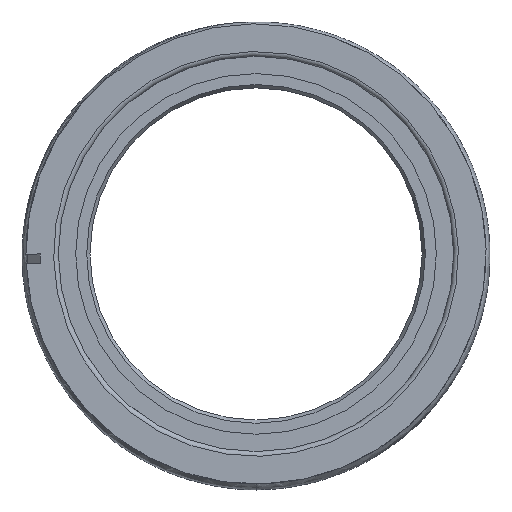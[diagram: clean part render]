
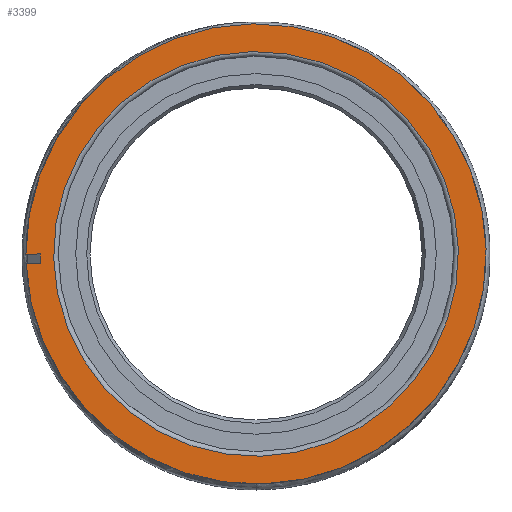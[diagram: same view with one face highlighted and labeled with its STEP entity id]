
A CAD part, left-side view. The second image highlights one B-rep face of the part: STEP entity #3399.
In plain terms, the highlighted planar face has unit normal (-1, 0, 0).
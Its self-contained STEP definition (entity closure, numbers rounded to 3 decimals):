
#2574 = PLANE('',#2575);
#2575 = AXIS2_PLACEMENT_3D('',#2576,#2577,#2578);
#2576 = CARTESIAN_POINT('',(-27.,42.469,
    -138.42));
#2577 = DIRECTION('',(0.699,-0.715,0.016)
  );
#2578 = DIRECTION('',(-0.715,-0.699,0.015
    ));
#2635 = VERTEX_POINT('',#2636);
#2636 = CARTESIAN_POINT('',(-27.,45.467,
    -2.));
#2650 = PLANE('',#2651);
#2651 = AXIS2_PLACEMENT_3D('',#2652,#2653,#2654);
#2652 = CARTESIAN_POINT('',(-163.661,45.467,
    -2.));
#2653 = DIRECTION('',(0.,-0.022,
    -1.));
#2654 = DIRECTION('',(0.,1.,
    -0.022));
#2662 = EDGE_CURVE('',#2663,#2635,#2665,.T.);
#2663 = VERTEX_POINT('',#2664);
#2664 = CARTESIAN_POINT('',(-27.,45.511,
    0.));
#2665 = SURFACE_CURVE('',#2666,(#2670,#2677),.PCURVE_S1.);
#2666 = LINE('',#2667,#2668);
#2667 = CARTESIAN_POINT('',(-27.,45.489,
    -1.));
#2668 = VECTOR('',#2669,1.);
#2669 = DIRECTION('',(0.,-0.022,
    -1.));
#2670 = PCURVE('',#2574,#2671);
#2671 = DEFINITIONAL_REPRESENTATION('',(#2672),#2676);
#2672 = LINE('',#2673,#2674);
#2673 = CARTESIAN_POINT('',(0.,-137.453));
#2674 = VECTOR('',#2675,1.);
#2675 = DIRECTION('',(0.,1.));
#2676 = ( GEOMETRIC_REPRESENTATION_CONTEXT(2) 
PARAMETRIC_REPRESENTATION_CONTEXT() REPRESENTATION_CONTEXT('2D SPACE',''
  ) );
#2677 = PCURVE('',#2678,#2683);
#2678 = PLANE('',#2679);
#2679 = AXIS2_PLACEMENT_3D('',#2680,#2681,#2682);
#2680 = CARTESIAN_POINT('',(-27.,48.488,
    -1.066));
#2681 = DIRECTION('',(1.,0.,0.));
#2682 = DIRECTION('',(0.,-1.,
    0.022));
#2683 = DEFINITIONAL_REPRESENTATION('',(#2684),#2688);
#2684 = LINE('',#2685,#2686);
#2685 = CARTESIAN_POINT('',(3.,0.));
#2686 = VECTOR('',#2687,1.);
#2687 = DIRECTION('',(0.,1.));
#2688 = ( GEOMETRIC_REPRESENTATION_CONTEXT(2) 
PARAMETRIC_REPRESENTATION_CONTEXT() REPRESENTATION_CONTEXT('2D SPACE',''
  ) );
#2706 = PLANE('',#2707);
#2707 = AXIS2_PLACEMENT_3D('',#2708,#2709,#2710);
#2708 = CARTESIAN_POINT('',(-163.661,48.5,
    -0.066));
#2709 = DIRECTION('',(0.,0.022,
    1.));
#2710 = DIRECTION('',(0.,-1.,
    0.022));
#2846 = CYLINDRICAL_SURFACE('',#2847,48.5);
#2847 = AXIS2_PLACEMENT_3D('',#2848,#2849,#2850);
#2848 = CARTESIAN_POINT('',(-127.,0.,
    0.));
#2849 = DIRECTION('',(-1.,0.,0.));
#2850 = DIRECTION('',(0.,1.,
    -0.022));
#3308 = TOROIDAL_SURFACE('',#3309,42.65,1.);
#3309 = AXIS2_PLACEMENT_3D('',#3310,#3311,#3312);
#3310 = CARTESIAN_POINT('',(-26.,0.,
    0.));
#3311 = DIRECTION('',(-1.,0.,0.));
#3312 = DIRECTION('',(0.,1.,
    -0.022));
#3345 = EDGE_CURVE('',#3346,#3346,#3348,.T.);
#3346 = VERTEX_POINT('',#3347);
#3347 = CARTESIAN_POINT('',(-27.,42.64,
    -0.937));
#3348 = SURFACE_CURVE('',#3349,(#3354,#3361),.PCURVE_S1.);
#3349 = CIRCLE('',#3350,42.65);
#3350 = AXIS2_PLACEMENT_3D('',#3351,#3352,#3353);
#3351 = CARTESIAN_POINT('',(-27.,0.,
    0.));
#3352 = DIRECTION('',(-1.,0.,0.));
#3353 = DIRECTION('',(0.,1.,
    -0.022));
#3354 = PCURVE('',#3308,#3355);
#3355 = DEFINITIONAL_REPRESENTATION('',(#3356),#3360);
#3356 = LINE('',#3357,#3358);
#3357 = CARTESIAN_POINT('',(0.,7.854));
#3358 = VECTOR('',#3359,1.);
#3359 = DIRECTION('',(1.,0.));
#3360 = ( GEOMETRIC_REPRESENTATION_CONTEXT(2) 
PARAMETRIC_REPRESENTATION_CONTEXT() REPRESENTATION_CONTEXT('2D SPACE',''
  ) );
#3361 = PCURVE('',#2678,#3362);
#3362 = DEFINITIONAL_REPRESENTATION('',(#3363),#3371);
#3363 = ( BOUNDED_CURVE() B_SPLINE_CURVE(2,(#3364,#3365,#3366,#3367,
#3368,#3369,#3370),.UNSPECIFIED.,.T.,.F.) B_SPLINE_CURVE_WITH_KNOTS((1,2
    ,2,2,2,1),(-2.094,0.,2.094,4.189,
6.283,8.378),.UNSPECIFIED.) CURVE() 
GEOMETRIC_REPRESENTATION_ITEM() RATIONAL_B_SPLINE_CURVE((1.,0.5,1.,0.5,
1.,0.5,1.)) REPRESENTATION_ITEM('') );
#3364 = CARTESIAN_POINT('',(5.85,0.));
#3365 = CARTESIAN_POINT('',(5.85,73.872));
#3366 = CARTESIAN_POINT('',(69.825,36.936));
#3367 = CARTESIAN_POINT('',(133.8,0.));
#3368 = CARTESIAN_POINT('',(69.825,-36.936));
#3369 = CARTESIAN_POINT('',(5.85,-73.872));
#3370 = CARTESIAN_POINT('',(5.85,0.));
#3371 = ( GEOMETRIC_REPRESENTATION_CONTEXT(2) 
PARAMETRIC_REPRESENTATION_CONTEXT() REPRESENTATION_CONTEXT('2D SPACE',''
  ) );
#3399 = ADVANCED_FACE('',(#3400,#3475),#2678,.F.);
#3400 = FACE_BOUND('',#3401,.T.);
#3401 = EDGE_LOOP('',(#3402,#3403,#3426,#3454));
#3402 = ORIENTED_EDGE('',*,*,#2662,.T.);
#3403 = ORIENTED_EDGE('',*,*,#3404,.T.);
#3404 = EDGE_CURVE('',#2635,#3405,#3407,.T.);
#3405 = VERTEX_POINT('',#3406);
#3406 = CARTESIAN_POINT('',(-27.,48.456,
    -2.065));
#3407 = SURFACE_CURVE('',#3408,(#3412,#3419),.PCURVE_S1.);
#3408 = LINE('',#3409,#3410);
#3409 = CARTESIAN_POINT('',(-27.,48.466,
    -2.065));
#3410 = VECTOR('',#3411,1.);
#3411 = DIRECTION('',(0.,1.,
    -0.022));
#3412 = PCURVE('',#2678,#3413);
#3413 = DEFINITIONAL_REPRESENTATION('',(#3414),#3418);
#3414 = LINE('',#3415,#3416);
#3415 = CARTESIAN_POINT('',(0.,1.));
#3416 = VECTOR('',#3417,1.);
#3417 = DIRECTION('',(-1.,0.));
#3418 = ( GEOMETRIC_REPRESENTATION_CONTEXT(2) 
PARAMETRIC_REPRESENTATION_CONTEXT() REPRESENTATION_CONTEXT('2D SPACE',''
  ) );
#3419 = PCURVE('',#2650,#3420);
#3420 = DEFINITIONAL_REPRESENTATION('',(#3421),#3425);
#3421 = LINE('',#3422,#3423);
#3422 = CARTESIAN_POINT('',(3.,136.661));
#3423 = VECTOR('',#3424,1.);
#3424 = DIRECTION('',(1.,0.));
#3425 = ( GEOMETRIC_REPRESENTATION_CONTEXT(2) 
PARAMETRIC_REPRESENTATION_CONTEXT() REPRESENTATION_CONTEXT('2D SPACE',''
  ) );
#3426 = ORIENTED_EDGE('',*,*,#3427,.T.);
#3427 = EDGE_CURVE('',#3405,#3428,#3430,.T.);
#3428 = VERTEX_POINT('',#3429);
#3429 = CARTESIAN_POINT('',(-27.,48.5,
    -0.066));
#3430 = SURFACE_CURVE('',#3431,(#3436,#3447),.PCURVE_S1.);
#3431 = CIRCLE('',#3432,48.5);
#3432 = AXIS2_PLACEMENT_3D('',#3433,#3434,#3435);
#3433 = CARTESIAN_POINT('',(-27.,0.,
    0.));
#3434 = DIRECTION('',(-1.,0.,0.));
#3435 = DIRECTION('',(0.,1.,
    -0.022));
#3436 = PCURVE('',#2678,#3437);
#3437 = DEFINITIONAL_REPRESENTATION('',(#3438),#3446);
#3438 = ( BOUNDED_CURVE() B_SPLINE_CURVE(2,(#3439,#3440,#3441,#3442,
#3443,#3444,#3445),.UNSPECIFIED.,.T.,.F.) B_SPLINE_CURVE_WITH_KNOTS((1,2
    ,2,2,2,1),(-2.094,0.,2.094,4.189,
6.283,8.378),.UNSPECIFIED.) CURVE() 
GEOMETRIC_REPRESENTATION_ITEM() RATIONAL_B_SPLINE_CURVE((1.,0.5,1.,0.5,
1.,0.5,1.)) REPRESENTATION_ITEM('') );
#3439 = CARTESIAN_POINT('',(0.,0.));
#3440 = CARTESIAN_POINT('',(0.,84.004));
#3441 = CARTESIAN_POINT('',(72.75,42.002));
#3442 = CARTESIAN_POINT('',(145.5,0.));
#3443 = CARTESIAN_POINT('',(72.75,-42.002));
#3444 = CARTESIAN_POINT('',(0.,-84.004));
#3445 = CARTESIAN_POINT('',(0.,0.));
#3446 = ( GEOMETRIC_REPRESENTATION_CONTEXT(2) 
PARAMETRIC_REPRESENTATION_CONTEXT() REPRESENTATION_CONTEXT('2D SPACE',''
  ) );
#3447 = PCURVE('',#2846,#3448);
#3448 = DEFINITIONAL_REPRESENTATION('',(#3449),#3453);
#3449 = LINE('',#3450,#3451);
#3450 = CARTESIAN_POINT('',(0.,-100.));
#3451 = VECTOR('',#3452,1.);
#3452 = DIRECTION('',(1.,0.));
#3453 = ( GEOMETRIC_REPRESENTATION_CONTEXT(2) 
PARAMETRIC_REPRESENTATION_CONTEXT() REPRESENTATION_CONTEXT('2D SPACE',''
  ) );
#3454 = ORIENTED_EDGE('',*,*,#3455,.T.);
#3455 = EDGE_CURVE('',#3428,#2663,#3456,.T.);
#3456 = SURFACE_CURVE('',#3457,(#3461,#3468),.PCURVE_S1.);
#3457 = LINE('',#3458,#3459);
#3458 = CARTESIAN_POINT('',(-27.,48.51,
    -0.066));
#3459 = VECTOR('',#3460,1.);
#3460 = DIRECTION('',(0.,-1.,
    0.022));
#3461 = PCURVE('',#2678,#3462);
#3462 = DEFINITIONAL_REPRESENTATION('',(#3463),#3467);
#3463 = LINE('',#3464,#3465);
#3464 = CARTESIAN_POINT('',(0.,-1.));
#3465 = VECTOR('',#3466,1.);
#3466 = DIRECTION('',(1.,0.));
#3467 = ( GEOMETRIC_REPRESENTATION_CONTEXT(2) 
PARAMETRIC_REPRESENTATION_CONTEXT() REPRESENTATION_CONTEXT('2D SPACE',''
  ) );
#3468 = PCURVE('',#2706,#3469);
#3469 = DEFINITIONAL_REPRESENTATION('',(#3470),#3474);
#3470 = LINE('',#3471,#3472);
#3471 = CARTESIAN_POINT('',(-0.01,136.661));
#3472 = VECTOR('',#3473,1.);
#3473 = DIRECTION('',(1.,0.));
#3474 = ( GEOMETRIC_REPRESENTATION_CONTEXT(2) 
PARAMETRIC_REPRESENTATION_CONTEXT() REPRESENTATION_CONTEXT('2D SPACE',''
  ) );
#3475 = FACE_BOUND('',#3476,.T.);
#3476 = EDGE_LOOP('',(#3477));
#3477 = ORIENTED_EDGE('',*,*,#3345,.F.);
